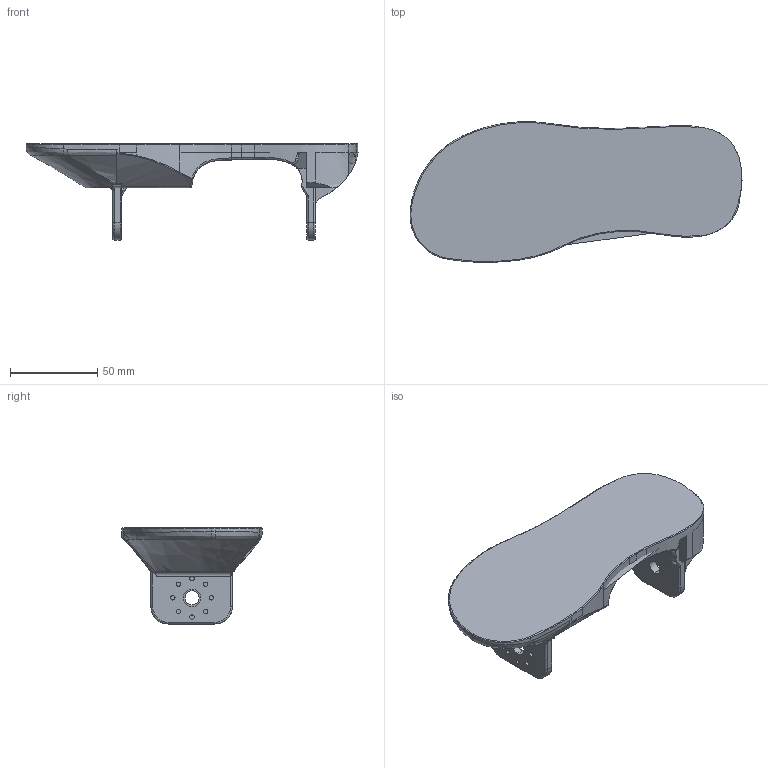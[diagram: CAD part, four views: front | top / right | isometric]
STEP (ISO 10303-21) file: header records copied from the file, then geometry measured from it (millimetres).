
FILE_DESCRIPTION (( 'STEP AP203' ), '1' );
FILE_NAME ('ancle_twist_left_Default_sldprt.STEP', '2019-03-01T10:00:03', ( '' ), ( '' ), 'SwSTEP 2.0', 'SolidWorks 2018', '' );
FILE_SCHEMA (( 'CONFIG_CONTROL_DESIGN' ));
Length unit declared in the file: millimetre
Products named in the file (1): ancle_twist_left_Default_sldprt
Bounding box: 190 x 80.49 x 55 mm (x, y, z)
Volume: 125115.7 mm3; surface area: 48538.7 mm2
Topology: 1 solids, 2 shells, 365 faces, 923 edges, 556 vertices
Faces by surface type: bspline 157, cylinder 104, plane 83, torus 17, sphere 4
Entity records: 17644 total; most frequent: CARTESIAN_POINT 10039, ORIENTED_EDGE 1830, DIRECTION 1197, EDGE_CURVE 915, VERTEX_POINT 556, AXIS2_PLACEMENT_3D 440, EDGE_LOOP 389, FACE_OUTER_BOUND 365
